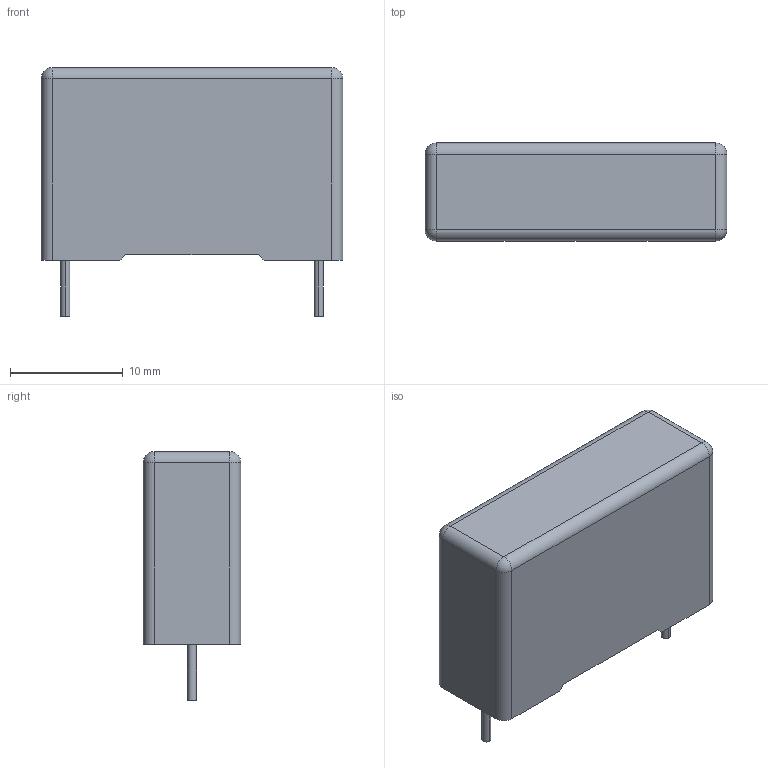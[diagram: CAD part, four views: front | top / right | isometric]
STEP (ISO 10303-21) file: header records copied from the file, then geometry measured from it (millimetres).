
FILE_DESCRIPTION(('FreeCAD Model'),'2;1');
FILE_NAME('CFRBox26.8x17.1x8.7_L26.8H17.1T8.7S22.5F0.011.step', '2017-03-30T11:36:36',('kicad StepUp'),('ksu MCAD'), 'Open CASCADE STEP processor 6.8','FreeCAD','Unknown');
FILE_SCHEMA(('AUTOMOTIVE_DESIGN_CC2 { 1 2 10303 214 -1 1 5 4 }'));
Length unit declared in the file: millimetre
Products named in the file (1): CFRBox26.8x17.1x8.7_L26.8H17.1T8.7S22.5F0.011
Bounding box: 26.8 x 8.7 x 22.1 mm (x, y, z)
Volume: 3859.9 mm3; surface area: 1655.8 mm2
Topology: 1 solids, 1 shells, 36 faces, 88 edges, 52 vertices
Faces by surface type: plane 20, cylinder 12, sphere 4
Entity records: 1037 total; most frequent: DIRECTION 182, CARTESIAN_POINT 173, ORIENTED_EDGE 168, EDGE_CURVE 84, AXIS2_PLACEMENT_3D 61, LINE 60, VECTOR 60, VERTEX_POINT 52
